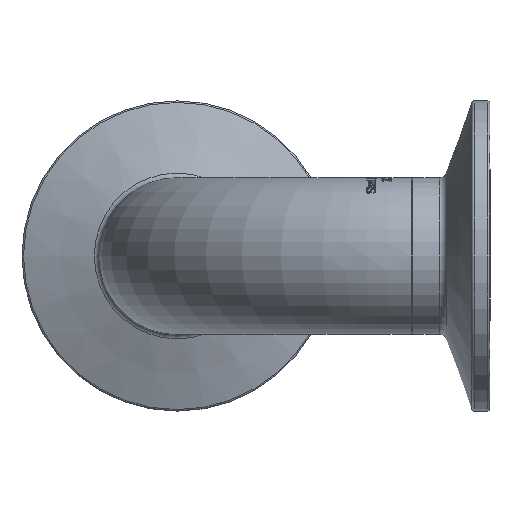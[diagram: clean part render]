
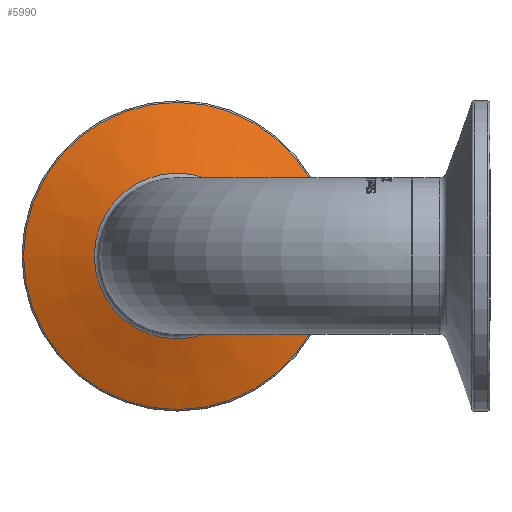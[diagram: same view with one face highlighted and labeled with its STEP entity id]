
A CAD part, left-side view. The second image highlights one B-rep face of the part: STEP entity #5990.
In plain terms, the highlighted conical face has half-angle 70 degrees and reference radius 18.948 mm.
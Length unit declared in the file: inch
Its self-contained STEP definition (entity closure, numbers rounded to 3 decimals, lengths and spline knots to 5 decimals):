
#16=CONICAL_SURFACE('',#6220,0.746,70.);
#57=CIRCLE('',#6219,0.98213);
#58=CIRCLE('',#6221,0.52961);
#126=FACE_BOUND('',#1727,.T.);
#1320=FACE_OUTER_BOUND('',#1726,.T.);
#1726=EDGE_LOOP('',(#5522));
#1727=EDGE_LOOP('',(#5523));
#2901=VERTEX_POINT('',#13421);
#2902=VERTEX_POINT('',#13424);
#3781=EDGE_CURVE('',#2901,#2901,#57,.T.);
#3782=EDGE_CURVE('',#2902,#2902,#58,.T.);
#5522=ORIENTED_EDGE('',*,*,#3782,.F.);
#5523=ORIENTED_EDGE('',*,*,#3781,.F.);
#5990=ADVANCED_FACE('',(#1320,#126),#16,.T.);
#6219=AXIS2_PLACEMENT_3D('',#13422,#6949,#6950);
#6220=AXIS2_PLACEMENT_3D('',#13423,#6951,#6952);
#6221=AXIS2_PLACEMENT_3D('',#13425,#6953,#6954);
#6949=DIRECTION('center_axis',(1.,0.,0.));
#6950=DIRECTION('ref_axis',(0.,-1.,0.));
#6951=DIRECTION('center_axis',(1.,0.,0.));
#6952=DIRECTION('ref_axis',(0.,1.,0.));
#6953=DIRECTION('center_axis',(-1.,0.,0.));
#6954=DIRECTION('ref_axis',(0.,-1.,0.));
#13421=CARTESIAN_POINT('',(1.05739,2.48213,0.));
#13422=CARTESIAN_POINT('Origin',(1.05739,1.5,0.));
#13423=CARTESIAN_POINT('Origin',(0.97145,1.5,0.));
#13424=CARTESIAN_POINT('',(0.89269,2.02961,0.));
#13425=CARTESIAN_POINT('Origin',(0.89269,1.5,0.));
